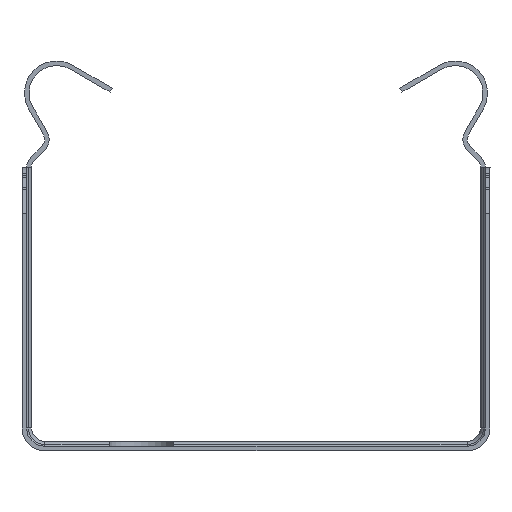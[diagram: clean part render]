
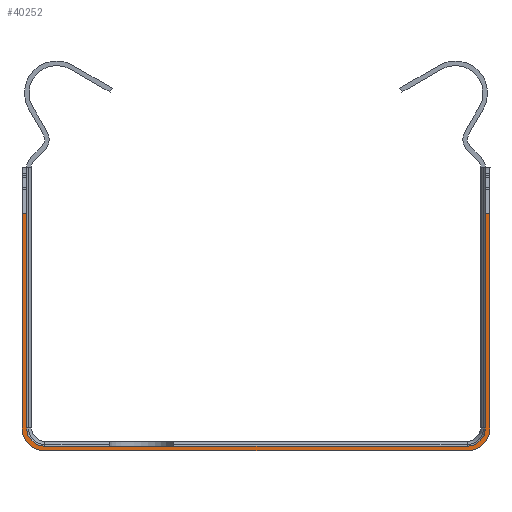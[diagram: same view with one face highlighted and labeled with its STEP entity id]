
A CAD part, front view. The second image highlights one B-rep face of the part: STEP entity #40252.
In plain terms, the highlighted planar face has unit normal (0, -1, 0).
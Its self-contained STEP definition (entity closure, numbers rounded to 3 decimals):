
#2443=CIRCLE('',#43848,2.5);
#2444=CIRCLE('',#43851,2.5);
#2508=CIRCLE('',#44005,2.);
#2509=CIRCLE('',#44007,2.);
#5380=FACE_OUTER_BOUND('',#8141,.T.);
#8141=EDGE_LOOP('',(#37090,#37091,#37092,#37093,#37094,#37095,#37096,#37097,
#37098,#37099,#37100,#37101));
#10302=LINE('',#61458,#14302);
#11958=LINE('',#66459,#15958);
#11983=LINE('',#66552,#15983);
#11987=LINE('',#66564,#15987);
#12132=LINE('',#66974,#16132);
#12133=LINE('',#66977,#16133);
#12139=LINE('',#66992,#16139);
#12140=LINE('',#66995,#16140);
#14302=VECTOR('',#49893,10.);
#15958=VECTOR('',#54933,10.);
#15983=VECTOR('',#55006,10.);
#15987=VECTOR('',#55018,10.);
#16132=VECTOR('',#55447,10.);
#16133=VECTOR('',#55450,10.);
#16139=VECTOR('',#55468,10.);
#16140=VECTOR('',#55471,10.);
#18093=VERTEX_POINT('',#61455);
#18094=VERTEX_POINT('',#61457);
#19746=VERTEX_POINT('',#66456);
#19747=VERTEX_POINT('',#66458);
#19790=VERTEX_POINT('',#66546);
#19791=VERTEX_POINT('',#66550);
#19792=VERTEX_POINT('',#66554);
#19795=VERTEX_POINT('',#66562);
#19918=VERTEX_POINT('',#66972);
#19919=VERTEX_POINT('',#66976);
#19922=VERTEX_POINT('',#66990);
#19923=VERTEX_POINT('',#66994);
#22878=EDGE_CURVE('',#18094,#18093,#10302,.T.);
#25378=EDGE_CURVE('',#19747,#19746,#11958,.T.);
#25423=EDGE_CURVE('',#19746,#19790,#2443,.T.);
#25425=EDGE_CURVE('',#19790,#19791,#11983,.T.);
#25427=EDGE_CURVE('',#19791,#19792,#2444,.T.);
#25431=EDGE_CURVE('',#19792,#19795,#11987,.T.);
#25636=EDGE_CURVE('',#19795,#19918,#12132,.T.);
#25637=EDGE_CURVE('',#19919,#19747,#12133,.T.);
#25645=EDGE_CURVE('',#19918,#19922,#12139,.T.);
#25646=EDGE_CURVE('',#19923,#19919,#12140,.T.);
#25648=EDGE_CURVE('',#18093,#19923,#2508,.T.);
#25649=EDGE_CURVE('',#19922,#18094,#2509,.T.);
#37090=ORIENTED_EDGE('',*,*,#25637,.T.);
#37091=ORIENTED_EDGE('',*,*,#25378,.T.);
#37092=ORIENTED_EDGE('',*,*,#25423,.T.);
#37093=ORIENTED_EDGE('',*,*,#25425,.T.);
#37094=ORIENTED_EDGE('',*,*,#25427,.T.);
#37095=ORIENTED_EDGE('',*,*,#25431,.T.);
#37096=ORIENTED_EDGE('',*,*,#25636,.T.);
#37097=ORIENTED_EDGE('',*,*,#25645,.T.);
#37098=ORIENTED_EDGE('',*,*,#25649,.T.);
#37099=ORIENTED_EDGE('',*,*,#22878,.T.);
#37100=ORIENTED_EDGE('',*,*,#25648,.T.);
#37101=ORIENTED_EDGE('',*,*,#25646,.T.);
#38242=PLANE('',#44008);
#40252=ADVANCED_FACE('',(#5380),#38242,.T.);
#43848=AXIS2_PLACEMENT_3D('',#66548,#55001,#55002);
#43851=AXIS2_PLACEMENT_3D('',#66556,#55010,#55011);
#44005=AXIS2_PLACEMENT_3D('',#66998,#55475,#55476);
#44007=AXIS2_PLACEMENT_3D('',#67000,#55479,#55480);
#44008=AXIS2_PLACEMENT_3D('',#67001,#55481,#55482);
#49893=DIRECTION('',(-1.,0.,0.));
#54933=DIRECTION('',(0.,0.,-1.));
#55001=DIRECTION('center_axis',(0.,-1.,0.));
#55002=DIRECTION('ref_axis',(-1.,0.,0.));
#55006=DIRECTION('',(1.,0.,0.));
#55010=DIRECTION('center_axis',(0.,-1.,0.));
#55011=DIRECTION('ref_axis',(0.,0.,-1.));
#55018=DIRECTION('',(0.,0.,1.));
#55447=DIRECTION('',(-1.,0.,0.));
#55450=DIRECTION('',(-1.,0.,0.));
#55468=DIRECTION('',(0.,0.,-1.));
#55471=DIRECTION('',(0.,0.,1.));
#55475=DIRECTION('center_axis',(0.,1.,0.));
#55476=DIRECTION('ref_axis',(1.,0.,0.));
#55479=DIRECTION('center_axis',(0.,1.,0.));
#55480=DIRECTION('ref_axis',(0.,0.,1.));
#55481=DIRECTION('center_axis',(0.,-1.,0.));
#55482=DIRECTION('ref_axis',(0.,0.,-1.));
#61455=CARTESIAN_POINT('',(-23.,-36.,0.));
#61457=CARTESIAN_POINT('',(23.,-36.,0.));
#61458=CARTESIAN_POINT('',(23.,-36.,0.));
#66456=CARTESIAN_POINT('',(-25.5,-36.,2.));
#66458=CARTESIAN_POINT('',(-25.5,-36.,25.387));
#66459=CARTESIAN_POINT('',(-25.5,-36.,30.387));
#66546=CARTESIAN_POINT('',(-23.,-36.,-0.5));
#66548=CARTESIAN_POINT('Origin',(-23.,-36.,2.));
#66550=CARTESIAN_POINT('',(23.,-36.,-0.5));
#66552=CARTESIAN_POINT('',(-23.,-36.,-0.5));
#66554=CARTESIAN_POINT('',(25.5,-36.,2.));
#66556=CARTESIAN_POINT('Origin',(23.,-36.,2.));
#66562=CARTESIAN_POINT('',(25.5,-36.,25.387));
#66564=CARTESIAN_POINT('',(25.5,-36.,2.));
#66972=CARTESIAN_POINT('',(25.,-36.,25.387));
#66974=CARTESIAN_POINT('',(12.5,-36.,25.387));
#66976=CARTESIAN_POINT('',(-25.,-36.,25.387));
#66977=CARTESIAN_POINT('',(12.5,-36.,25.387));
#66990=CARTESIAN_POINT('',(25.,-36.,2.));
#66992=CARTESIAN_POINT('',(25.,-36.,30.387));
#66994=CARTESIAN_POINT('',(-25.,-36.,2.));
#66995=CARTESIAN_POINT('',(-25.,-36.,2.));
#66998=CARTESIAN_POINT('Origin',(-23.,-36.,2.));
#67000=CARTESIAN_POINT('Origin',(23.,-36.,2.));
#67001=CARTESIAN_POINT('Origin',(0.,-36.,14.5));
